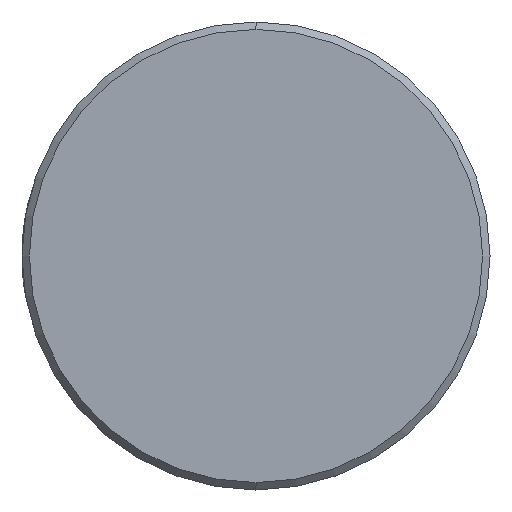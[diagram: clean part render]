
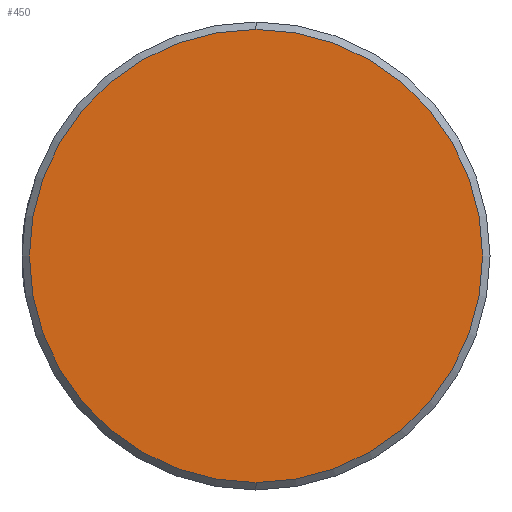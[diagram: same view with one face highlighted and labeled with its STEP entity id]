
A CAD part, left-side view. The second image highlights one B-rep face of the part: STEP entity #450.
In plain terms, the highlighted planar face has unit normal (-1, 0, 0).
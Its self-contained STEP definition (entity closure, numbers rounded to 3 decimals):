
#116 = DIRECTION ( 'NONE',  ( -1., 0., 0. ) ) ;
#125 = CARTESIAN_POINT ( 'NONE',  ( -5., 0., 9.2 ) ) ;
#130 = CARTESIAN_POINT ( 'NONE',  ( -5., 0., -9.2 ) ) ;
#175 = EDGE_LOOP ( 'NONE', ( #1141, #312 ) ) ;
#286 = FACE_OUTER_BOUND ( 'NONE', #175, .T. ) ;
#312 = ORIENTED_EDGE ( 'NONE', *, *, #541, .T. ) ;
#415 = CIRCLE ( 'NONE', #1205, 9.2 ) ;
#450 = ADVANCED_FACE ( 'NONE', ( #286 ), #1015, .T. ) ;
#483 = DIRECTION ( 'NONE',  ( 0., 0., 1. ) ) ;
#492 = DIRECTION ( 'NONE',  ( -1., 0., 0. ) ) ;
#541 = EDGE_CURVE ( 'NONE', #910, #606, #415, .T. ) ;
#590 = CARTESIAN_POINT ( 'NONE',  ( -5., 0., 0. ) ) ;
#597 = AXIS2_PLACEMENT_3D ( 'NONE', #713, #116, #811 ) ;
#606 = VERTEX_POINT ( 'NONE', #130 ) ;
#713 = CARTESIAN_POINT ( 'NONE',  ( -5., 0., 0. ) ) ;
#783 = CIRCLE ( 'NONE', #597, 9.2 ) ;
#800 = AXIS2_PLACEMENT_3D ( 'NONE', #1314, #996, #905 ) ;
#811 = DIRECTION ( 'NONE',  ( 0., 0., 1. ) ) ;
#905 = DIRECTION ( 'NONE',  ( 0., 0., 1. ) ) ;
#910 = VERTEX_POINT ( 'NONE', #125 ) ;
#996 = DIRECTION ( 'NONE',  ( -1., 0., 0. ) ) ;
#1015 = PLANE ( 'NONE',  #800 ) ;
#1141 = ORIENTED_EDGE ( 'NONE', *, *, #1239, .T. ) ;
#1205 = AXIS2_PLACEMENT_3D ( 'NONE', #590, #492, #483 ) ;
#1239 = EDGE_CURVE ( 'NONE', #606, #910, #783, .T. ) ;
#1314 = CARTESIAN_POINT ( 'NONE',  ( -5., 0., 0. ) ) ;
